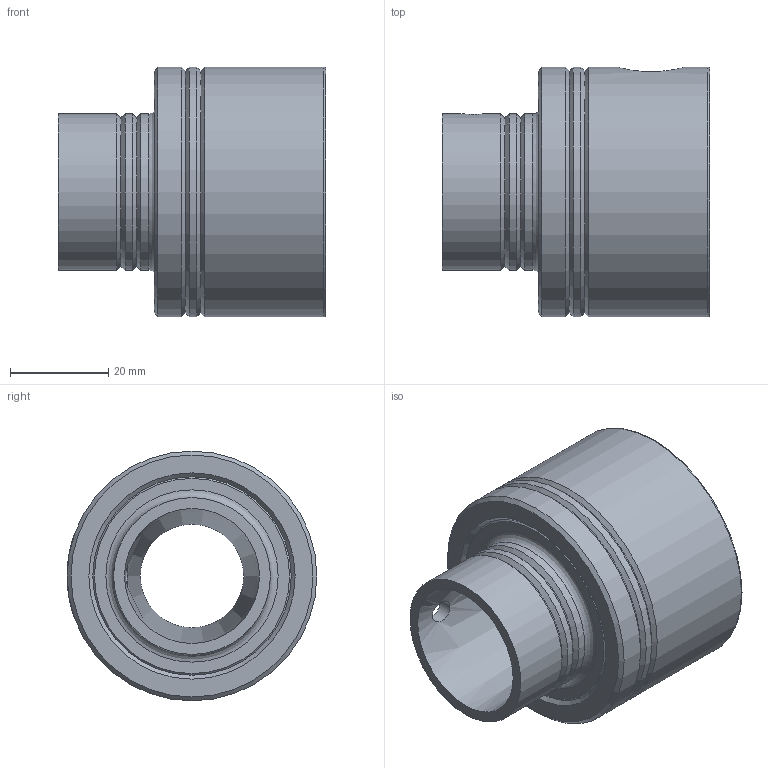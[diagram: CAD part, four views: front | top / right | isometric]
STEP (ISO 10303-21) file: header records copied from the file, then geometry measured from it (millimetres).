
FILE_DESCRIPTION((''),'2;1');
FILE_NAME('121021.stp','2010-05-21T11:47:22',('michael witt'),(''),'Autodesk Inventor 2010','Autodesk Inventor 2010','');
FILE_SCHEMA(('AUTOMOTIVE_DESIGN { 1 0 10303 214 1 1 1 1 }'));
Length unit declared in the file: inch
Products named in the file (1): Part28
Bounding box: 54.32 x 50.8 x 50.8 mm (x, y, z)
Volume: 56819.2 mm3; surface area: 15166.5 mm2
Topology: 1 solids, 1 shells, 31 faces, 69 edges, 40 vertices
Faces by surface type: cone 13, cylinder 10, plane 4, bspline 2, torus 2
Full cylindrical faces by diameter (mm): 4.737 x1, 24.943 x1, 31.877 x3, 40.356 x1, 50.8 x3
Entity records: 852 total; most frequent: CARTESIAN_POINT 293, DIRECTION 116, ORIENTED_EDGE 66, EDGE_LOOP 64, AXIS2_PLACEMENT_3D 58, VERTEX_POINT 33, EDGE_CURVE 33, FACE_BOUND 33
